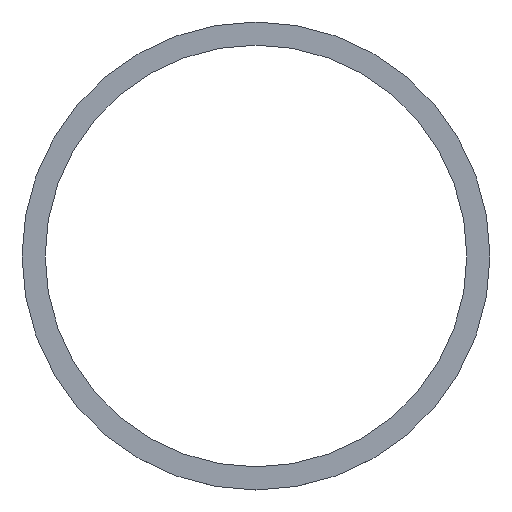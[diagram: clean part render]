
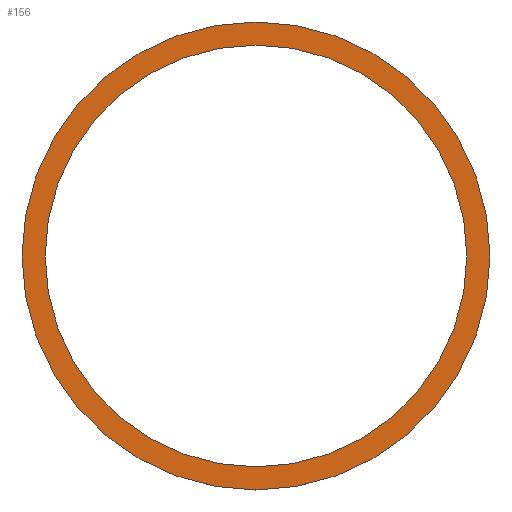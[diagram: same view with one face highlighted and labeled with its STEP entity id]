
A CAD part, top view. The second image highlights one B-rep face of the part: STEP entity #156.
In plain terms, the highlighted planar face has unit normal (0, 0, 1).
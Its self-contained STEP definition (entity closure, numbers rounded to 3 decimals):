
#29=CARTESIAN_POINT('',(0.,0.,10.));
#30=DIRECTION('',(0.,0.,1.));
#31=DIRECTION('',(0.,1.,0.));
#32=AXIS2_PLACEMENT_3D('',#29,#30,#31);
#34=CARTESIAN_POINT('',(0.,0.,10.));
#35=DIRECTION('',(0.,0.,1.));
#36=DIRECTION('',(0.,-1.,0.));
#37=AXIS2_PLACEMENT_3D('',#34,#35,#36);
#39=CARTESIAN_POINT('',(0.,0.,10.));
#40=DIRECTION('',(0.,0.,-1.));
#41=DIRECTION('',(0.,1.,0.));
#42=AXIS2_PLACEMENT_3D('',#39,#40,#41);
#44=CARTESIAN_POINT('',(0.,0.,10.));
#45=DIRECTION('',(0.,0.,-1.));
#46=DIRECTION('',(0.,-1.,0.));
#47=AXIS2_PLACEMENT_3D('',#44,#45,#46);
#79=CARTESIAN_POINT('',(0.,405.,10.));
#80=CARTESIAN_POINT('',(0.,-405.,10.));
#81=VERTEX_POINT('',#79);
#82=VERTEX_POINT('',#80);
#83=CARTESIAN_POINT('',(0.,365.,10.));
#84=CARTESIAN_POINT('',(0.,-365.,10.));
#85=VERTEX_POINT('',#83);
#86=VERTEX_POINT('',#84);
#141=CARTESIAN_POINT('',(0.,0.,10.));
#142=DIRECTION('',(0.,0.,1.));
#143=DIRECTION('',(0.,1.,0.));
#144=AXIS2_PLACEMENT_3D('',#141,#142,#143);
#145=PLANE('',#144);
#146=ORIENTED_EDGE('',*,*,#121,.F.);
#147=ORIENTED_EDGE('',*,*,#135,.F.);
#148=EDGE_LOOP('',(#146,#147));
#149=FACE_OUTER_BOUND('',#148,.F.);
#151=ORIENTED_EDGE('',*,*,#150,.F.);
#153=ORIENTED_EDGE('',*,*,#152,.F.);
#154=EDGE_LOOP('',(#151,#153));
#155=FACE_BOUND('',#154,.F.);
#156=ADVANCED_FACE('',(#149,#155),#145,.T.);
#33=CIRCLE('',#32,405.);
#38=CIRCLE('',#37,405.);
#43=CIRCLE('',#42,365.);
#48=CIRCLE('',#47,365.);
#121=EDGE_CURVE('',#81,#82,#33,.T.);
#135=EDGE_CURVE('',#82,#81,#38,.T.);
#150=EDGE_CURVE('',#85,#86,#43,.T.);
#152=EDGE_CURVE('',#86,#85,#48,.T.);
